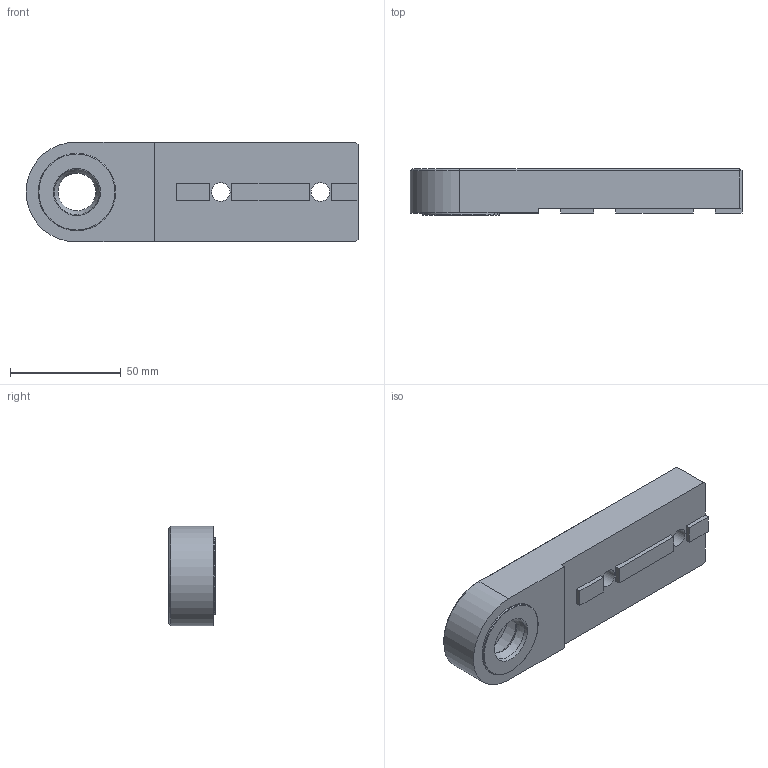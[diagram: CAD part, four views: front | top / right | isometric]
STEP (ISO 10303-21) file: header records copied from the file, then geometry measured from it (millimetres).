
FILE_DESCRIPTION((''),'2;1');
FILE_NAME('944503.ipt.stp','2010-09-05T12:28:03',(''),(''),'Autodesk Inventor 2010','Autodesk Inventor 2010','');
FILE_SCHEMA(('AUTOMOTIVE_DESIGN { 1 0 10303 214 1 1 1 1 }'));
Length unit declared in the file: millimetre
Products named in the file (1): 944503
Bounding box: 150 x 21 x 45 mm (x, y, z)
Volume: 104103.4 mm3; surface area: 26077.3 mm2
Topology: 2 solids, 18 shells, 72 faces, 151 edges, 91 vertices
Faces by surface type: plane 32, sphere 16, bspline 12, cone 5, cylinder 4, torus 3
Full cylindrical faces by diameter (mm): 21.2 x1, 32.5 x1, 35 x1
Entity records: 3213 total; most frequent: CARTESIAN_POINT 902, DIRECTION 471, ORIENTED_EDGE 382, AXIS2_PLACEMENT_3D 202, EDGE_CURVE 191, EDGE_LOOP 158, VERTEX_POINT 125, CIRCLE 124
